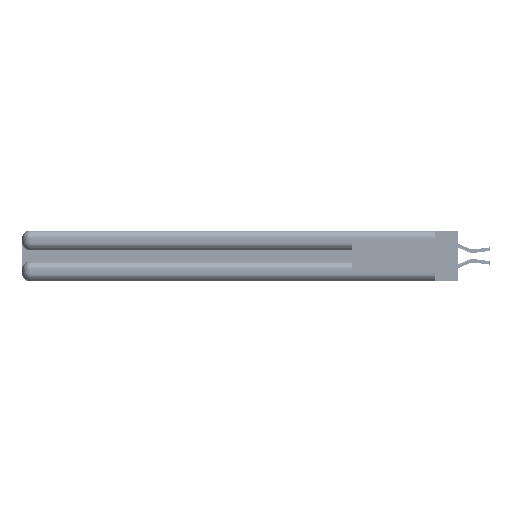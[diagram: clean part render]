
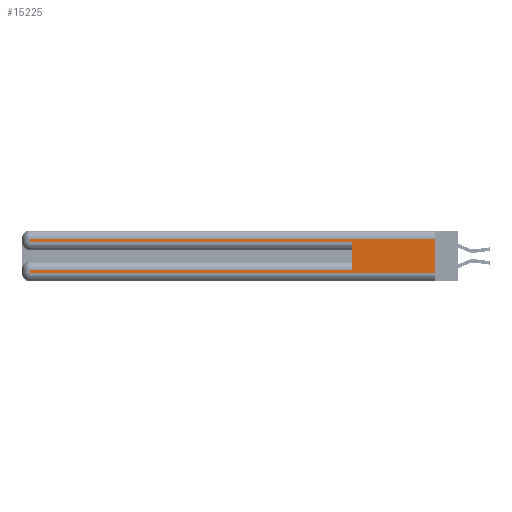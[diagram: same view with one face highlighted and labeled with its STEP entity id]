
A CAD part, left-side view. The second image highlights one B-rep face of the part: STEP entity #15225.
In plain terms, the highlighted planar face has unit normal (-1, 0, 0).
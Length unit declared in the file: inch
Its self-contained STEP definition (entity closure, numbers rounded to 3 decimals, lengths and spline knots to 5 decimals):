
#871 = LINE ( 'NONE', #22086, #27733 ) ;
#961 = ORIENTED_EDGE ( 'NONE', *, *, #40212, .T. ) ;
#1132 = DIRECTION ( 'NONE',  ( 0., 0., -1. ) ) ;
#1614 = ORIENTED_EDGE ( 'NONE', *, *, #28092, .T. ) ;
#3392 = VERTEX_POINT ( 'NONE', #35843 ) ;
#3429 = VECTOR ( 'NONE', #11853, 39.37008 ) ;
#3444 = CARTESIAN_POINT ( 'NONE',  ( 0., 2.94, 0.06 ) ) ;
#4614 = DIRECTION ( 'NONE',  ( 0., -1., 0. ) ) ;
#8038 = LINE ( 'NONE', #40027, #43927 ) ;
#8385 = VECTOR ( 'NONE', #9115, 39.37008 ) ;
#9115 = DIRECTION ( 'NONE',  ( 0., 0., -1. ) ) ;
#9793 = VECTOR ( 'NONE', #14683, 39.37008 ) ;
#10425 = ORIENTED_EDGE ( 'NONE', *, *, #23730, .T. ) ;
#10816 = VERTEX_POINT ( 'NONE', #3444 ) ;
#10934 = ORIENTED_EDGE ( 'NONE', *, *, #28152, .F. ) ;
#11172 = CARTESIAN_POINT ( 'NONE',  ( 0., 0., 0.31 ) ) ;
#11630 = LINE ( 'NONE', #32751, #3429 ) ;
#11853 = DIRECTION ( 'NONE',  ( 0., -1., 0. ) ) ;
#12186 = ORIENTED_EDGE ( 'NONE', *, *, #31573, .F. ) ;
#12196 = VERTEX_POINT ( 'NONE', #35687 ) ;
#12351 = DIRECTION ( 'NONE',  ( 0., 0., -1. ) ) ;
#13252 = CARTESIAN_POINT ( 'NONE',  ( 0., 0.6, 0.145 ) ) ;
#13726 = EDGE_CURVE ( 'NONE', #34404, #10816, #8038, .T. ) ;
#14683 = DIRECTION ( 'NONE',  ( 0., 1., 0. ) ) ;
#15225 = ADVANCED_FACE ( 'NONE', ( #33538 ), #23082, .F. ) ;
#16165 = DIRECTION ( 'NONE',  ( 1., 0., 0. ) ) ;
#17703 = LINE ( 'NONE', #29887, #8385 ) ;
#18027 = CARTESIAN_POINT ( 'NONE',  ( 0., 0.6, 0.285 ) ) ;
#18608 = CARTESIAN_POINT ( 'NONE',  ( 0., 0., 0.37 ) ) ;
#19010 = ORIENTED_EDGE ( 'NONE', *, *, #13726, .T. ) ;
#19037 = CARTESIAN_POINT ( 'NONE',  ( 0., 2.94, 0.085 ) ) ;
#21049 = VERTEX_POINT ( 'NONE', #18027 ) ;
#22086 = CARTESIAN_POINT ( 'NONE',  ( 0., 0., 0.285 ) ) ;
#23082 = PLANE ( 'NONE',  #27584 ) ;
#23730 = EDGE_CURVE ( 'NONE', #34747, #38281, #17703, .T. ) ;
#24195 = EDGE_CURVE ( 'NONE', #10816, #40187, #11630, .T. ) ;
#26105 = VECTOR ( 'NONE', #27354, 39.37008 ) ;
#27354 = DIRECTION ( 'NONE',  ( 0., 0., 1. ) ) ;
#27584 = AXIS2_PLACEMENT_3D ( 'NONE', #33540, #16165, #40455 ) ;
#27733 = VECTOR ( 'NONE', #4614, 39.37008 ) ;
#27735 = CARTESIAN_POINT ( 'NONE',  ( 0., 2.94, 0.31 ) ) ;
#28092 = EDGE_CURVE ( 'NONE', #12196, #34404, #38817, .T. ) ;
#28152 = EDGE_CURVE ( 'NONE', #3392, #40187, #28538, .T. ) ;
#28538 = LINE ( 'NONE', #18608, #35598 ) ;
#28826 = DIRECTION ( 'NONE',  ( 0., 1., 0. ) ) ;
#29339 = CARTESIAN_POINT ( 'NONE',  ( 0., 2.94, 0.285 ) ) ;
#29474 = LINE ( 'NONE', #11172, #9793 ) ;
#29887 = CARTESIAN_POINT ( 'NONE',  ( 0., 2.94, 0.37 ) ) ;
#31573 = EDGE_CURVE ( 'NONE', #12196, #21049, #36391, .T. ) ;
#32751 = CARTESIAN_POINT ( 'NONE',  ( 0., 0., 0.06 ) ) ;
#33033 = ORIENTED_EDGE ( 'NONE', *, *, #41877, .T. ) ;
#33259 = EDGE_LOOP ( 'NONE', ( #10934, #961, #10425, #33033, #12186, #1614, #19010, #34942 ) ) ;
#33538 = FACE_OUTER_BOUND ( 'NONE', #33259, .T. ) ;
#33540 = CARTESIAN_POINT ( 'NONE',  ( 0., 0., 0.37 ) ) ;
#34404 = VERTEX_POINT ( 'NONE', #19037 ) ;
#34747 = VERTEX_POINT ( 'NONE', #27735 ) ;
#34942 = ORIENTED_EDGE ( 'NONE', *, *, #24195, .T. ) ;
#35598 = VECTOR ( 'NONE', #1132, 39.37008 ) ;
#35687 = CARTESIAN_POINT ( 'NONE',  ( 0., 0.6, 0.085 ) ) ;
#35798 = CARTESIAN_POINT ( 'NONE',  ( 0., 0., 0.085 ) ) ;
#35843 = CARTESIAN_POINT ( 'NONE',  ( 0., 0., 0.31 ) ) ;
#36391 = LINE ( 'NONE', #13252, #26105 ) ;
#38281 = VERTEX_POINT ( 'NONE', #29339 ) ;
#38817 = LINE ( 'NONE', #35798, #39869 ) ;
#39869 = VECTOR ( 'NONE', #28826, 39.37008 ) ;
#40027 = CARTESIAN_POINT ( 'NONE',  ( 0., 2.94, 0.37 ) ) ;
#40187 = VERTEX_POINT ( 'NONE', #42342 ) ;
#40212 = EDGE_CURVE ( 'NONE', #3392, #34747, #29474, .T. ) ;
#40455 = DIRECTION ( 'NONE',  ( 0., 0., -1. ) ) ;
#41877 = EDGE_CURVE ( 'NONE', #38281, #21049, #871, .T. ) ;
#42342 = CARTESIAN_POINT ( 'NONE',  ( 0., 0., 0.06 ) ) ;
#43927 = VECTOR ( 'NONE', #12351, 39.37008 ) ;
